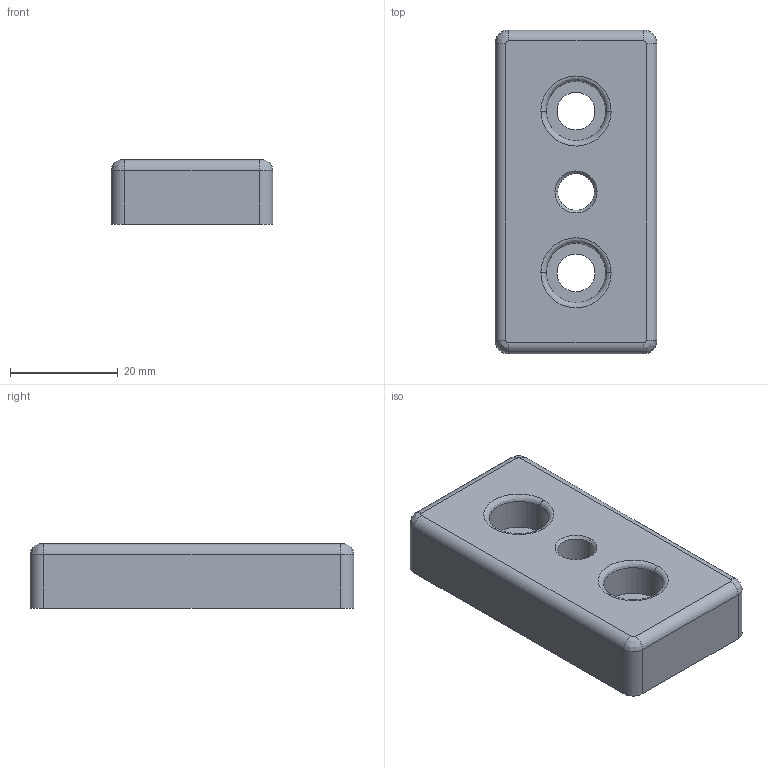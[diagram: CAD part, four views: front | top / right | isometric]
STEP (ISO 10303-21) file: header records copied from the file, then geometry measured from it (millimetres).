
FILE_DESCRIPTION (( 'STEP AP214' ), '1' );
FILE_NAME ('093t30600806s.STEP', '2014-09-05T07:44:32', ( '' ), ( '' ), 'SwSTEP 2.0', 'SolidWorks 2014', '' );
FILE_SCHEMA (( 'AUTOMOTIVE_DESIGN' ));
Length unit declared in the file: millimetre
Products named in the file (1): 093t30600806s
Bounding box: 30 x 60 x 12 mm (x, y, z)
Volume: 16143.9 mm3; surface area: 8353.7 mm2
Topology: 1 solids, 1 shells, 194 faces, 460 edges, 278 vertices
Faces by surface type: cylinder 92, bspline 54, plane 44, cone 4
Entity records: 8762 total; most frequent: CARTESIAN_POINT 2311, ORIENTED_EDGE 920, DIRECTION 882, EDGE_CURVE 460, AXIS2_PLACEMENT_3D 345, VERTEX_POINT 278, EDGE_LOOP 210, CIRCLE 204
